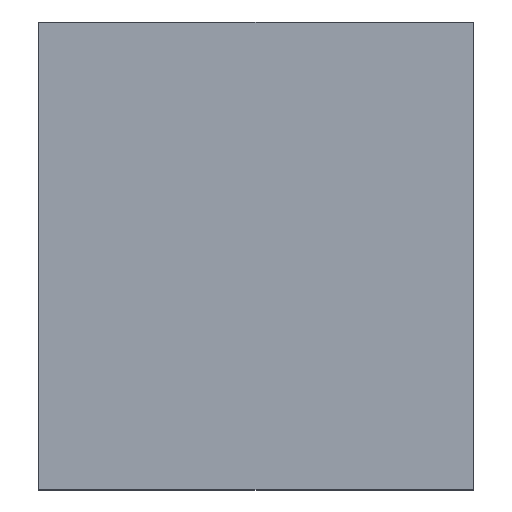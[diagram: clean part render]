
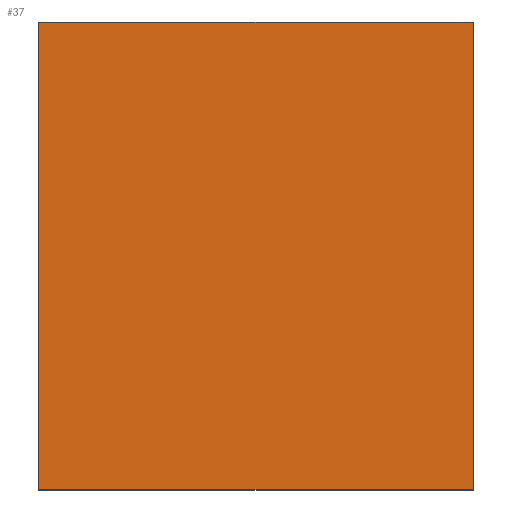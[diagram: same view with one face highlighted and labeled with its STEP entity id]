
A CAD part, top view. The second image highlights one B-rep face of the part: STEP entity #37.
In plain terms, the highlighted planar face has unit normal (0, 0, 1).
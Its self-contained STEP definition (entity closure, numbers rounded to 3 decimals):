
#37=ADVANCED_FACE('',(#49),#43,.F.);
#43=PLANE('',#130);
#49=FACE_OUTER_BOUND('',#55,.T.);
#55=EDGE_LOOP('',(#70,#71,#72,#73));
#70=ORIENTED_EDGE('',*,*,#100,.T.);
#71=ORIENTED_EDGE('',*,*,#93,.F.);
#72=ORIENTED_EDGE('',*,*,#101,.F.);
#73=ORIENTED_EDGE('',*,*,#98,.T.);
#82=VERTEX_POINT('',#161);
#85=VERTEX_POINT('',#166);
#88=VERTEX_POINT('',#176);
#89=VERTEX_POINT('',#178);
#93=EDGE_CURVE('',#85,#82,#105,.T.);
#98=EDGE_CURVE('',#89,#88,#110,.T.);
#100=EDGE_CURVE('',#88,#82,#112,.T.);
#101=EDGE_CURVE('',#89,#85,#113,.T.);
#105=LINE('',#167,#117);
#110=LINE('',#177,#122);
#112=LINE('',#181,#124);
#113=LINE('',#182,#125);
#117=VECTOR('',#138,1.);
#122=VECTOR('',#147,1.);
#124=VECTOR('',#151,1.);
#125=VECTOR('',#152,1.);
#130=AXIS2_PLACEMENT_3D('',#183,#153,#154);
#138=DIRECTION('',(-1.,0.,0.));
#147=DIRECTION('',(-1.,0.,0.));
#151=DIRECTION('',(0.,-1.,0.));
#152=DIRECTION('',(0.,-1.,0.));
#153=DIRECTION('',(0.,0.,-1.));
#154=DIRECTION('',(-1.,0.,0.));
#161=CARTESIAN_POINT('',(-116.,158.,-89.));
#166=CARTESIAN_POINT('',(116.,158.,-89.));
#167=CARTESIAN_POINT('',(116.,158.,-89.));
#176=CARTESIAN_POINT('',(-116.,408.,-89.));
#177=CARTESIAN_POINT('',(116.,408.,-89.));
#178=CARTESIAN_POINT('',(116.,408.,-89.));
#181=CARTESIAN_POINT('',(-116.,408.,-89.));
#182=CARTESIAN_POINT('',(116.,408.,-89.));
#183=CARTESIAN_POINT('',(116.,408.,-89.));
